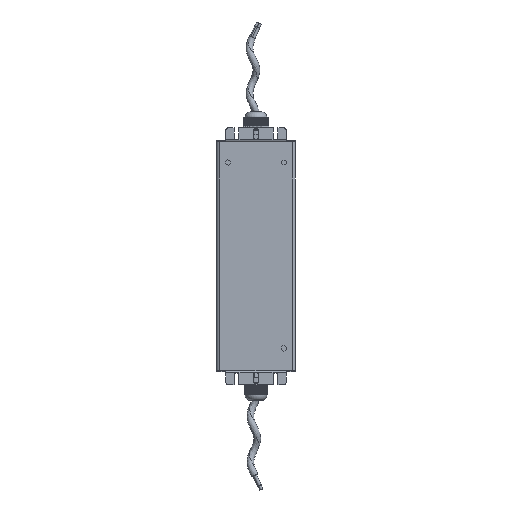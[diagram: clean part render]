
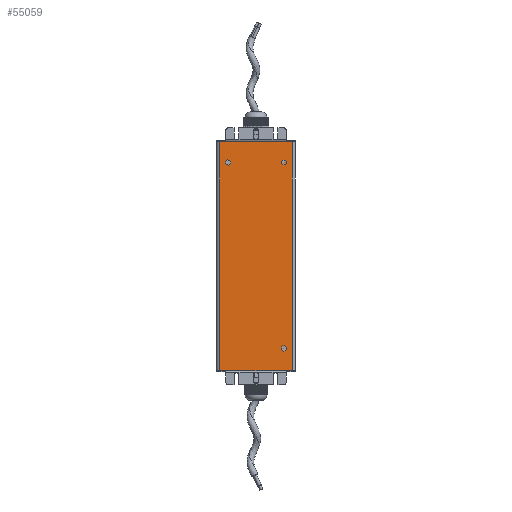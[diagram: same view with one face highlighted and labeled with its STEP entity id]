
A CAD part, front view. The second image highlights one B-rep face of the part: STEP entity #55059.
In plain terms, the highlighted planar face has unit normal (0, -1, 0).
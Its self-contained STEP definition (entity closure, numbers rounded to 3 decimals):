
#363 = ORIENTED_EDGE ( 'NONE', *, *, #57711, .T. ) ;
#4590 = CARTESIAN_POINT ( 'NONE',  ( -31.5, 0., 200. ) ) ;
#4959 = DIRECTION ( 'NONE',  ( 0., 0., -1. ) ) ;
#5013 = DIRECTION ( 'NONE',  ( 1., 0., 0. ) ) ;
#5162 = VECTOR ( 'NONE', #4959, 1000. ) ;
#7610 = EDGE_CURVE ( 'NONE', #49566, #18608, #46898, .T. ) ;
#8459 = VERTEX_POINT ( 'NONE', #35828 ) ;
#11415 = EDGE_LOOP ( 'NONE', ( #59104, #41804, #46001, #363 ) ) ;
#18497 = PLANE ( 'NONE',  #27989 ) ;
#18608 = VERTEX_POINT ( 'NONE', #51490 ) ;
#18993 = EDGE_CURVE ( 'NONE', #18608, #8459, #59673, .T. ) ;
#22190 = CARTESIAN_POINT ( 'NONE',  ( 31.5, 0., 200. ) ) ;
#23974 = CARTESIAN_POINT ( 'NONE',  ( -31.5, 0., 0. ) ) ;
#24117 = EDGE_CURVE ( 'NONE', #51038, #8459, #26367, .T. ) ;
#24193 = VECTOR ( 'NONE', #51351, 1000. ) ;
#26367 = LINE ( 'NONE', #59369, #39698 ) ;
#27025 = DIRECTION ( 'NONE',  ( 0., 0., 1. ) ) ;
#27989 = AXIS2_PLACEMENT_3D ( 'NONE', #40801, #46299, #27025 ) ;
#33547 = CARTESIAN_POINT ( 'NONE',  ( -31.5, 0., 200. ) ) ;
#35828 = CARTESIAN_POINT ( 'NONE',  ( 31.5, 0., 0. ) ) ;
#39698 = VECTOR ( 'NONE', #59969, 1000. ) ;
#40801 = CARTESIAN_POINT ( 'NONE',  ( 31.5, 0., 200. ) ) ;
#41804 = ORIENTED_EDGE ( 'NONE', *, *, #18993, .F. ) ;
#46001 = ORIENTED_EDGE ( 'NONE', *, *, #7610, .F. ) ;
#46299 = DIRECTION ( 'NONE',  ( 0., 1., 0. ) ) ;
#46898 = LINE ( 'NONE', #22190, #48548 ) ;
#48548 = VECTOR ( 'NONE', #5013, 1000. ) ;
#49566 = VERTEX_POINT ( 'NONE', #33547 ) ;
#50828 = CARTESIAN_POINT ( 'NONE',  ( 31.5, 0., 200. ) ) ;
#51038 = VERTEX_POINT ( 'NONE', #23974 ) ;
#51057 = LINE ( 'NONE', #4590, #24193 ) ;
#51351 = DIRECTION ( 'NONE',  ( 0., 0., -1. ) ) ;
#51490 = CARTESIAN_POINT ( 'NONE',  ( 31.5, 0., 200. ) ) ;
#55059 = ADVANCED_FACE ( 'NONE', ( #60353 ), #18497, .F. ) ;
#57711 = EDGE_CURVE ( 'NONE', #49566, #51038, #51057, .T. ) ;
#59104 = ORIENTED_EDGE ( 'NONE', *, *, #24117, .T. ) ;
#59369 = CARTESIAN_POINT ( 'NONE',  ( 31.5, 0., 0. ) ) ;
#59673 = LINE ( 'NONE', #50828, #5162 ) ;
#59969 = DIRECTION ( 'NONE',  ( 1., 0., 0. ) ) ;
#60353 = FACE_OUTER_BOUND ( 'NONE', #11415, .T. ) ;
